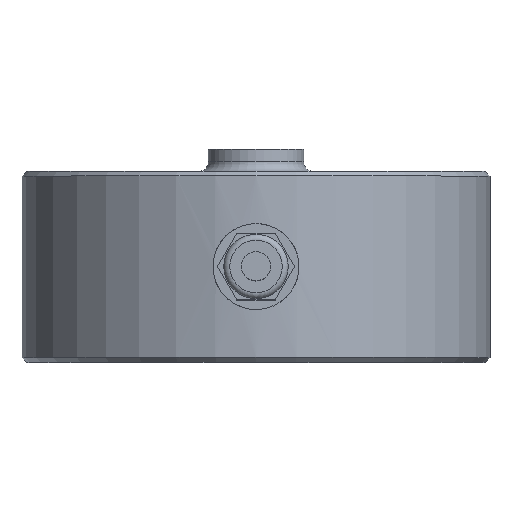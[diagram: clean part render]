
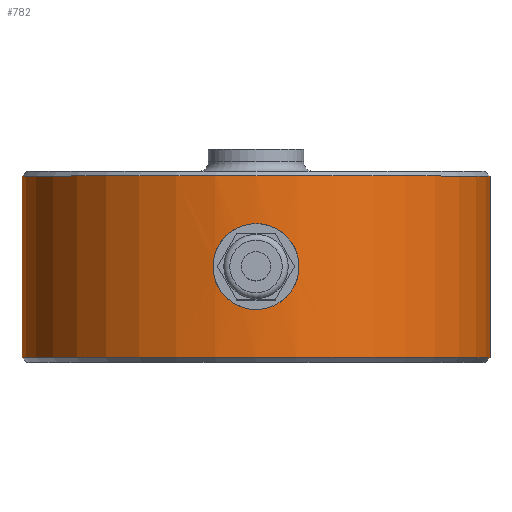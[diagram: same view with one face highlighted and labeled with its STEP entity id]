
A CAD part, top view. The second image highlights one B-rep face of the part: STEP entity #782.
In plain terms, the highlighted cylindrical face has radius 49 mm (diameter 98 mm), a full revolution.
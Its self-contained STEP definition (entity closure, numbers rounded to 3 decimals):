
#50=B_SPLINE_CURVE_WITH_KNOTS('',3,(#1312,#1313,#1314,#1315,#1316,#1317,
#1318,#1319,#1320,#1321),.UNSPECIFIED.,.F.,.F.,(4,2,2,2,4),(5.438,
5.777,6.117,6.457,6.797),
 .UNSPECIFIED.);
#51=B_SPLINE_CURVE_WITH_KNOTS('',3,(#1323,#1324,#1325,#1326,#1327,#1328,
#1329,#1330,#1331,#1332,#1333,#1334,#1335,#1336,#1337,#1338,#1339,#1340),
 .UNSPECIFIED.,.F.,.F.,(4,2,2,2,2,2,2,2,4),(1.359,1.699,
2.039,2.379,2.719,3.059,3.399,
3.738,4.078),.UNSPECIFIED.);
#52=B_SPLINE_CURVE_WITH_KNOTS('',3,(#1341,#1342,#1343,#1344,#1345,#1346,
#1347,#1348,#1349,#1350),.UNSPECIFIED.,.F.,.F.,(4,2,2,2,4),(4.078,
4.418,4.758,5.098,5.438),
 .UNSPECIFIED.);
#75=LINE('',#1358,#130);
#76=LINE('',#1359,#131);
#130=VECTOR('',#1080,49.);
#131=VECTOR('',#1081,49.);
#179=CYLINDRICAL_SURFACE('',#891,49.);
#199=FACE_OUTER_BOUND('',#242,.T.);
#242=EDGE_LOOP('',(#635,#636,#637,#638,#639,#640,#641,#642,#643,#644,#645));
#314=CIRCLE('',#870,49.);
#315=CIRCLE('',#871,49.);
#318=CIRCLE('',#875,49.);
#319=CIRCLE('',#876,49.);
#373=VERTEX_POINT('',#1275);
#374=VERTEX_POINT('',#1276);
#377=VERTEX_POINT('',#1285);
#378=VERTEX_POINT('',#1286);
#387=VERTEX_POINT('',#1309);
#388=VERTEX_POINT('',#1311);
#389=VERTEX_POINT('',#1322);
#467=EDGE_CURVE('',#373,#374,#314,.T.);
#468=EDGE_CURVE('',#374,#373,#315,.T.);
#472=EDGE_CURVE('',#377,#378,#318,.T.);
#473=EDGE_CURVE('',#378,#377,#319,.T.);
#485=EDGE_CURVE('',#387,#388,#50,.T.);
#486=EDGE_CURVE('',#388,#389,#51,.T.);
#487=EDGE_CURVE('',#389,#387,#52,.T.);
#491=EDGE_CURVE('',#377,#388,#75,.T.);
#492=EDGE_CURVE('',#389,#374,#76,.T.);
#635=ORIENTED_EDGE('',*,*,#472,.T.);
#636=ORIENTED_EDGE('',*,*,#473,.T.);
#637=ORIENTED_EDGE('',*,*,#491,.T.);
#638=ORIENTED_EDGE('',*,*,#485,.F.);
#639=ORIENTED_EDGE('',*,*,#487,.F.);
#640=ORIENTED_EDGE('',*,*,#492,.T.);
#641=ORIENTED_EDGE('',*,*,#468,.T.);
#642=ORIENTED_EDGE('',*,*,#467,.T.);
#643=ORIENTED_EDGE('',*,*,#492,.F.);
#644=ORIENTED_EDGE('',*,*,#486,.F.);
#645=ORIENTED_EDGE('',*,*,#491,.F.);
#782=ADVANCED_FACE('',(#199),#179,.T.);
#870=AXIS2_PLACEMENT_3D('',#1277,#1032,#1033);
#871=AXIS2_PLACEMENT_3D('',#1278,#1034,#1035);
#875=AXIS2_PLACEMENT_3D('',#1287,#1043,#1044);
#876=AXIS2_PLACEMENT_3D('',#1288,#1045,#1046);
#891=AXIS2_PLACEMENT_3D('',#1357,#1078,#1079);
#1032=DIRECTION('center_axis',(0.,-1.,0.));
#1033=DIRECTION('ref_axis',(0.,0.,1.));
#1034=DIRECTION('center_axis',(0.,-1.,0.));
#1035=DIRECTION('ref_axis',(0.,0.,1.));
#1043=DIRECTION('center_axis',(0.,1.,0.));
#1044=DIRECTION('ref_axis',(0.,0.,-1.));
#1045=DIRECTION('center_axis',(0.,1.,0.));
#1046=DIRECTION('ref_axis',(0.,0.,-1.));
#1078=DIRECTION('center_axis',(0.,-1.,0.));
#1079=DIRECTION('ref_axis',(0.,0.,-1.));
#1080=DIRECTION('',(0.,1.,0.));
#1081=DIRECTION('',(0.,1.,0.));
#1275=CARTESIAN_POINT('',(0.,39.,-49.));
#1276=CARTESIAN_POINT('',(0.,39.,49.));
#1277=CARTESIAN_POINT('Origin',(0.,39.,0.));
#1278=CARTESIAN_POINT('Origin',(0.,39.,0.));
#1285=CARTESIAN_POINT('',(0.,1.,49.));
#1286=CARTESIAN_POINT('',(0.,1.,-49.));
#1287=CARTESIAN_POINT('Origin',(0.,1.,0.));
#1288=CARTESIAN_POINT('Origin',(0.,1.,0.));
#1309=CARTESIAN_POINT('',(-9.,20.,48.166));
#1311=CARTESIAN_POINT('',(0.,11.,49.));
#1312=CARTESIAN_POINT('Ctrl Pts',(-9.,20.,48.166));
#1313=CARTESIAN_POINT('Ctrl Pts',(-9.,18.867,48.166));
#1314=CARTESIAN_POINT('Ctrl Pts',(-8.773,17.661,48.21));
#1315=CARTESIAN_POINT('Ctrl Pts',(-7.854,15.444,48.369));
#1316=CARTESIAN_POINT('Ctrl Pts',(-7.162,14.434,48.48));
#1317=CARTESIAN_POINT('Ctrl Pts',(-5.566,12.838,48.689));
#1318=CARTESIAN_POINT('Ctrl Pts',(-4.556,12.146,48.8));
#1319=CARTESIAN_POINT('Ctrl Pts',(-2.339,11.227,48.957));
#1320=CARTESIAN_POINT('Ctrl Pts',(-1.133,11.,49.));
#1321=CARTESIAN_POINT('Ctrl Pts',(0.,11.,49.));
#1322=CARTESIAN_POINT('',(0.,29.,49.));
#1323=CARTESIAN_POINT('Ctrl Pts',(0.,11.,49.));
#1324=CARTESIAN_POINT('Ctrl Pts',(1.133,11.,49.));
#1325=CARTESIAN_POINT('Ctrl Pts',(2.339,11.227,48.957));
#1326=CARTESIAN_POINT('Ctrl Pts',(4.556,12.146,48.8));
#1327=CARTESIAN_POINT('Ctrl Pts',(5.566,12.838,48.689));
#1328=CARTESIAN_POINT('Ctrl Pts',(7.162,14.434,48.48));
#1329=CARTESIAN_POINT('Ctrl Pts',(7.854,15.444,48.369));
#1330=CARTESIAN_POINT('Ctrl Pts',(8.773,17.661,48.21));
#1331=CARTESIAN_POINT('Ctrl Pts',(9.,18.867,48.166));
#1332=CARTESIAN_POINT('Ctrl Pts',(9.,21.133,48.166));
#1333=CARTESIAN_POINT('Ctrl Pts',(8.773,22.339,48.21));
#1334=CARTESIAN_POINT('Ctrl Pts',(7.854,24.556,48.369));
#1335=CARTESIAN_POINT('Ctrl Pts',(7.162,25.566,48.48));
#1336=CARTESIAN_POINT('Ctrl Pts',(5.566,27.162,48.689));
#1337=CARTESIAN_POINT('Ctrl Pts',(4.556,27.854,48.8));
#1338=CARTESIAN_POINT('Ctrl Pts',(2.339,28.773,48.957));
#1339=CARTESIAN_POINT('Ctrl Pts',(1.133,29.,49.));
#1340=CARTESIAN_POINT('Ctrl Pts',(0.,29.,49.));
#1341=CARTESIAN_POINT('Ctrl Pts',(0.,29.,49.));
#1342=CARTESIAN_POINT('Ctrl Pts',(-1.133,29.,49.));
#1343=CARTESIAN_POINT('Ctrl Pts',(-2.339,28.773,48.957));
#1344=CARTESIAN_POINT('Ctrl Pts',(-4.556,27.854,48.8));
#1345=CARTESIAN_POINT('Ctrl Pts',(-5.566,27.162,48.689));
#1346=CARTESIAN_POINT('Ctrl Pts',(-7.162,25.566,48.48));
#1347=CARTESIAN_POINT('Ctrl Pts',(-7.854,24.556,48.369));
#1348=CARTESIAN_POINT('Ctrl Pts',(-8.773,22.339,48.21));
#1349=CARTESIAN_POINT('Ctrl Pts',(-9.,21.133,48.166));
#1350=CARTESIAN_POINT('Ctrl Pts',(-9.,20.,48.166));
#1357=CARTESIAN_POINT('Origin',(0.,1.,0.));
#1358=CARTESIAN_POINT('',(0.,1.,49.));
#1359=CARTESIAN_POINT('',(0.,1.,49.));
